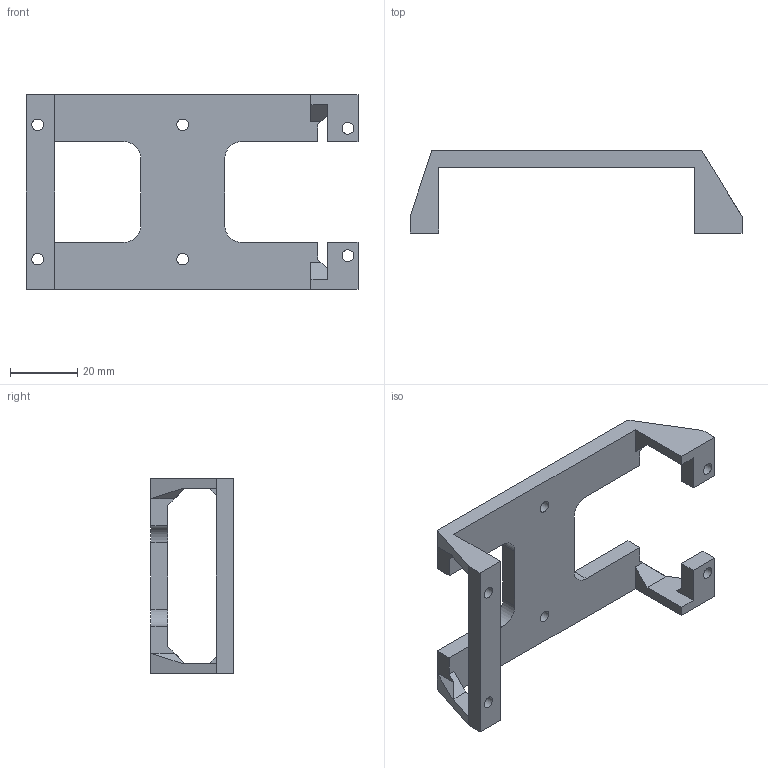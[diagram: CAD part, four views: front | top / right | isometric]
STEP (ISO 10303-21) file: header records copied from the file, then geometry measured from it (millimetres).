
FILE_DESCRIPTION(/* description */ (''),/* implementation_level */ '2;1');
FILE_NAME(/* name */ 'ODM_BATTERY_HOLDER.stp',/* time_stamp */ '2024-10-19T10:59:14-05:00',/* author */ ('yulio'),/* organization */ (''),/* preprocessor_version */ 'ST-DEVELOPER v20',/* originating_system */ 'Autodesk Inventor 2024',/* authorisation */ '');
FILE_SCHEMA (('AUTOMOTIVE_DESIGN { 1 0 10303 214 3 1 1 }'));
Length unit declared in the file: millimetre
Products named in the file (1): SujetadorBatV2ipt
Bounding box: 98.7 x 24.5 x 57.9 mm (x, y, z)
Volume: 20440.4 mm3; surface area: 12136.8 mm2
Topology: 1 solids, 1 shells, 58 faces, 166 edges, 108 vertices
Faces by surface type: plane 48, cylinder 10
Full cylindrical faces by diameter (mm): 3.5 x6
Entity records: 1937 total; most frequent: CARTESIAN_POINT 333, ORIENTED_EDGE 332, DIRECTION 304, EDGE_CURVE 166, LINE 146, VECTOR 146, VERTEX_POINT 108, AXIS2_PLACEMENT_3D 79
